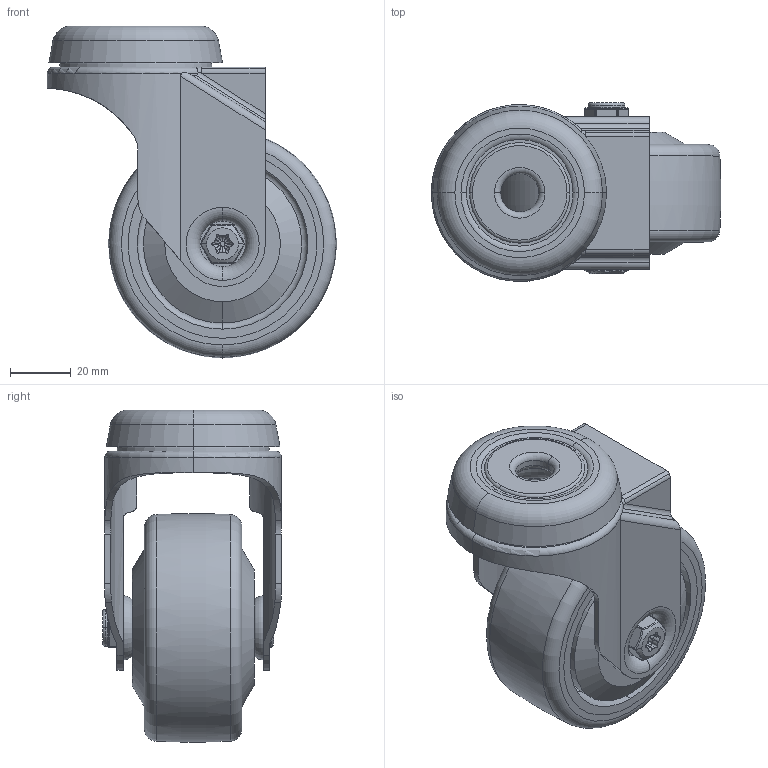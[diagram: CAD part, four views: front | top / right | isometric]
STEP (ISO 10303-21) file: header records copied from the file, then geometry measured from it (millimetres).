
FILE_DESCRIPTION(('STEP AP203'),'1');
FILE_NAME('BZM75GRBJBH12.STEP','2023-06-05T15:51:33',(' '),(' '),'Spatial InterOp 3D',' ',' ');
FILE_SCHEMA(('CONFIG_CONTROL_DESIGN'));
Length unit declared in the file: metre
Products named in the file (24): BZM75ASBH12; ZINC PLATED PRESSED STEEL HEAD; ZINC PLATED PRESSED STEEL FORKS; BZM75GRBJBH12; BZM75WGRBJM10; RUBBER TYRE; POLYPROPYLENE RIM; BEARING 6202; METAL; METAL2; Pattern; Component1; MIDDLE; RUBBER; RUBBER2; CAP; TUBEM10X37; ZINC PLATED AXLE TUBE; BOLTBZM8MM; ZINC PLATED AXLE BOLT; NYLOC NUT; NUT; RUBBER3; NYLOCM8Z
Assembly tree (31 placements, depth 5):
  BZM75GRBJBH12
    BZM75ASBH12
      ZINC PLATED PRESSED STEEL HEAD
      ZINC PLATED PRESSED STEEL FORKS
    BZM75WGRBJM10
      RUBBER TYRE
      POLYPROPYLENE RIM
      BEARING 6202
        METAL
        METAL2
        Pattern
          Component1  x8
        MIDDLE
        RUBBER
        RUBBER2
      CAP  x2
    TUBEM10X37
      ZINC PLATED AXLE TUBE
    BOLTBZM8MM
      ZINC PLATED AXLE BOLT
    NYLOCM8Z
      NYLOC NUT
        NUT
        RUBBER3
Bounding box: 94.95 x 58.75 x 108.97 mm (x, y, z)
Volume: 133272.1 mm3; surface area: 99586.7 mm2
Topology: 23 solids, 23 shells, 834 faces, 2056 edges, 1294 vertices
Faces by surface type: cylinder 260, plane 216, extrusion 140, torus 80, sphere 80, cone 42, bspline 16
Entity records: 35784 total; most frequent: CARTESIAN_POINT 15984, ORIENTED_EDGE 3824, DIRECTION 3815, EDGE_CURVE 1912, AXIS2_PLACEMENT_3D 1512, VERTEX_POINT 1242, EDGE_LOOP 922, CIRCLE 830
